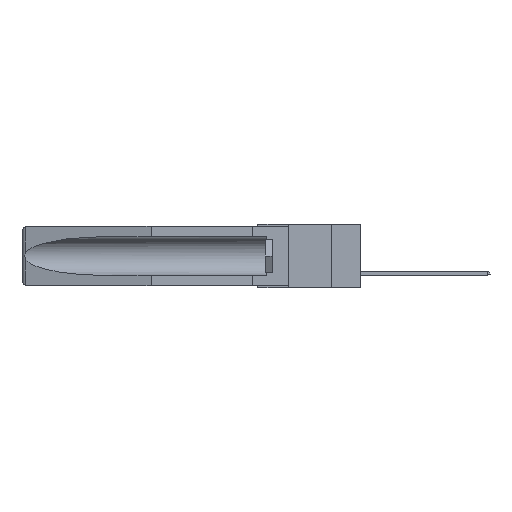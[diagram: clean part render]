
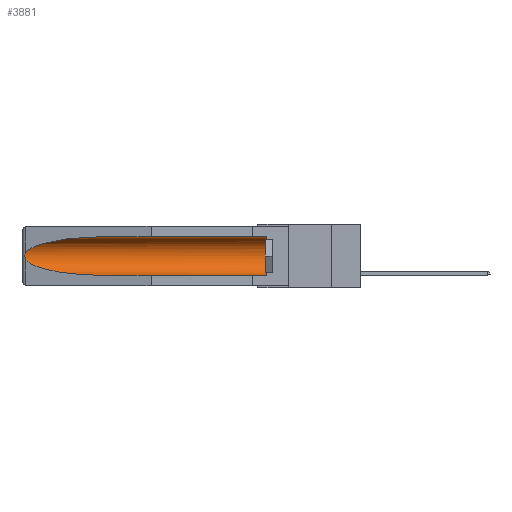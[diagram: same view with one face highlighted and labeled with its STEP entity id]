
A CAD part, left-side view. The second image highlights one B-rep face of the part: STEP entity #3881.
In plain terms, the highlighted cylindrical face has radius 2.857 mm (diameter 5.715 mm), a partial arc.
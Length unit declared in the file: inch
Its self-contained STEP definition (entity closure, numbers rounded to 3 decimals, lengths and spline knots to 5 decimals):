
#311 = CARTESIAN_POINT ( 'NONE',  ( 0.155, 1.07973, -0.284 ) ) ;
#2138 = CARTESIAN_POINT ( 'NONE',  ( 0.155, -0.30754, -0.059 ) ) ;
#2181 = VECTOR ( 'NONE', #11633, 39.37008 ) ;
#2501 = CARTESIAN_POINT ( 'NONE',  ( 0.155, 1.07973, -0.284 ) ) ;
#3537 = CARTESIAN_POINT ( 'NONE',  ( 0.26537, 1.52718, -0.14972 ) ) ;
#3816 = VERTEX_POINT ( 'NONE', #19447 ) ;
#3881 = ADVANCED_FACE ( 'NONE', ( #10821 ), #24231, .F. ) ;
#3986 = ORIENTED_EDGE ( 'NONE', *, *, #21662, .T. ) ;
#5031 = AXIS2_PLACEMENT_3D ( 'NONE', #14965, #12841, #17275 ) ;
#5473 = CARTESIAN_POINT ( 'NONE',  ( 0.2673, 1.53269, -0.17917 ) ) ;
#5886 = VERTEX_POINT ( 'NONE', #2501 ) ;
#6370 = ORIENTED_EDGE ( 'NONE', *, *, #14612, .T. ) ;
#7305 = CARTESIAN_POINT ( 'NONE',  ( 0.155, 1.07973, -0.059 ) ) ;
#7912 = EDGE_CURVE ( 'NONE', #8294, #3816, #29773, .T. ) ;
#8294 = VERTEX_POINT ( 'NONE', #16135 ) ;
#8991 = VERTEX_POINT ( 'NONE', #20879 ) ;
#9396 = CARTESIAN_POINT ( 'NONE',  ( 0.25451, 1.48313, -0.24835 ) ) ;
#9505 = ORIENTED_EDGE ( 'NONE', *, *, #7912, .T. ) ;
#10269 = CARTESIAN_POINT ( 'NONE',  ( 0.26537, 1.52718, -0.19328 ) ) ;
#10821 = FACE_OUTER_BOUND ( 'NONE', #16872, .T. ) ;
#10958 =( BOUNDED_CURVE ( )  B_SPLINE_CURVE ( 3, ( #24072, #21641, #12539, #3537 ),
 .UNSPECIFIED., .F., .F. ) 
 B_SPLINE_CURVE_WITH_KNOTS ( ( 4, 4 ),
 ( 4.71239, 6.08839 ),
 .UNSPECIFIED. ) 
 CURVE ( )  GEOMETRIC_REPRESENTATION_ITEM ( )  RATIONAL_B_SPLINE_CURVE ( ( 1., 0.848, 0.848, 1. ) ) 
 REPRESENTATION_ITEM ( '' )  );
#11329 = VECTOR ( 'NONE', #22083, 39.37008 ) ;
#11633 = DIRECTION ( 'NONE',  ( 0., 1., 0. ) ) ;
#11833 = CARTESIAN_POINT ( 'NONE',  ( 0.26654, 1.53092, -0.15636 ) ) ;
#12225 = CARTESIAN_POINT ( 'NONE',  ( 0.26597, 1.5296, -0.19026 ) ) ;
#12539 = CARTESIAN_POINT ( 'NONE',  ( 0.25451, 1.48313, -0.09465 ) ) ;
#12612 = CARTESIAN_POINT ( 'NONE',  ( 0.26655, 1.53094, -0.18657 ) ) ;
#12824 = DIRECTION ( 'NONE',  ( 0., 0., 1. ) ) ;
#12841 = DIRECTION ( 'NONE',  ( 0., 1., 0. ) ) ;
#14054 = CARTESIAN_POINT ( 'NONE',  ( 0.26597, 1.52961, -0.15275 ) ) ;
#14612 = EDGE_CURVE ( 'NONE', #24641, #8991, #23390, .T. ) ;
#14965 = CARTESIAN_POINT ( 'NONE',  ( 0.155, -0.30754, -0.1715 ) ) ;
#16135 = CARTESIAN_POINT ( 'NONE',  ( 0.26537, 1.52718, -0.14972 ) ) ;
#16872 = EDGE_LOOP ( 'NONE', ( #3986, #9505, #20200, #21347, #6370, #19942 ) ) ;
#16971 = CARTESIAN_POINT ( 'NONE',  ( 0.2675, 1.53308, -0.16763 ) ) ;
#17275 = DIRECTION ( 'NONE',  ( 0., 0., 1. ) ) ;
#17419 = CARTESIAN_POINT ( 'NONE',  ( 0.155, -0.30754, -0.284 ) ) ;
#17672 = AXIS2_PLACEMENT_3D ( 'NONE', #26211, #24346, #12824 ) ;
#18641 =( BOUNDED_CURVE ( )  B_SPLINE_CURVE ( 3, ( #25741, #9396, #18734, #311 ),
 .UNSPECIFIED., .F., .F. ) 
 B_SPLINE_CURVE_WITH_KNOTS ( ( 4, 4 ),
 ( 0.1948, 1.5708 ),
 .UNSPECIFIED. ) 
 CURVE ( )  GEOMETRIC_REPRESENTATION_ITEM ( )  RATIONAL_B_SPLINE_CURVE ( ( 1., 0.848, 0.848, 1. ) ) 
 REPRESENTATION_ITEM ( '' )  );
#18734 = CARTESIAN_POINT ( 'NONE',  ( 0.21114, 1.30732, -0.284 ) ) ;
#19447 = CARTESIAN_POINT ( 'NONE',  ( 0.26537, 1.52718, -0.19328 ) ) ;
#19710 = CARTESIAN_POINT ( 'NONE',  ( 0.155, 0.126, -0.284 ) ) ;
#19942 = ORIENTED_EDGE ( 'NONE', *, *, #25480, .T. ) ;
#20200 = ORIENTED_EDGE ( 'NONE', *, *, #29034, .T. ) ;
#20640 = VERTEX_POINT ( 'NONE', #7305 ) ;
#20879 = CARTESIAN_POINT ( 'NONE',  ( 0.155, 0.126, -0.059 ) ) ;
#21103 = LINE ( 'NONE', #17419, #11329 ) ;
#21347 = ORIENTED_EDGE ( 'NONE', *, *, #22949, .F. ) ;
#21641 = CARTESIAN_POINT ( 'NONE',  ( 0.21114, 1.30732, -0.059 ) ) ;
#21662 = EDGE_CURVE ( 'NONE', #20640, #8294, #10958, .T. ) ;
#22083 = DIRECTION ( 'NONE',  ( 0., 1., 0. ) ) ;
#22942 = LINE ( 'NONE', #2138, #2181 ) ;
#22949 = EDGE_CURVE ( 'NONE', #24641, #5886, #21103, .T. ) ;
#23390 = CIRCLE ( 'NONE', #17672, 0.1125 ) ;
#24072 = CARTESIAN_POINT ( 'NONE',  ( 0.155, 1.07973, -0.059 ) ) ;
#24231 = CYLINDRICAL_SURFACE ( 'NONE', #5031, 0.1125 ) ;
#24346 = DIRECTION ( 'NONE',  ( 0., -1., 0. ) ) ;
#24641 = VERTEX_POINT ( 'NONE', #19710 ) ;
#25480 = EDGE_CURVE ( 'NONE', #8991, #20640, #22942, .T. ) ;
#25741 = CARTESIAN_POINT ( 'NONE',  ( 0.26537, 1.52718, -0.19328 ) ) ;
#26211 = CARTESIAN_POINT ( 'NONE',  ( 0.155, 0.126, -0.1715 ) ) ;
#26215 = CARTESIAN_POINT ( 'NONE',  ( 0.2675, 1.53308, -0.17534 ) ) ;
#27987 = CARTESIAN_POINT ( 'NONE',  ( 0.26537, 1.52718, -0.14972 ) ) ;
#28086 = CARTESIAN_POINT ( 'NONE',  ( 0.2673, 1.5327, -0.16383 ) ) ;
#29034 = EDGE_CURVE ( 'NONE', #3816, #5886, #18641, .T. ) ;
#29773 = B_SPLINE_CURVE_WITH_KNOTS ( 'NONE', 3,
 ( #27987, #14054, #11833, #28086, #16971, #26215, #5473, #12612, #12225, #10269 ),
 .UNSPECIFIED., .F., .F.,
 ( 4, 2, 2, 2, 4 ),
 ( 0., 0.00029, 0.00058, 0.00087, 0.00117 ),
 .UNSPECIFIED. ) ;
